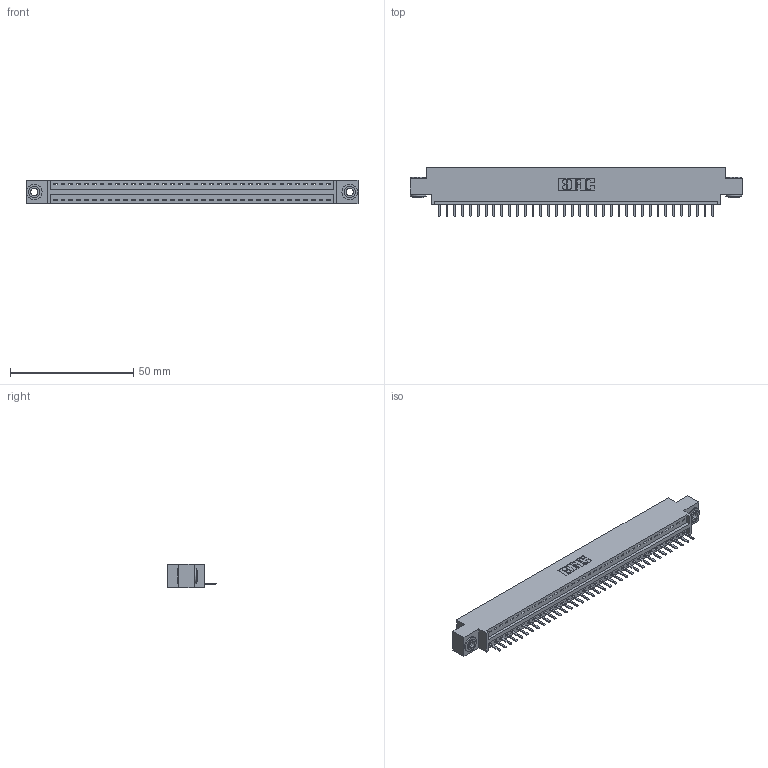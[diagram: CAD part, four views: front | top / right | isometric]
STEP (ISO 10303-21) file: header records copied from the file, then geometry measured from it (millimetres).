
FILE_DESCRIPTION (( 'STEP AP203' ), '1' );
FILE_NAME ('346-036-520-603.STEP', '2022-05-07T00:20:06', ( '' ), ( '' ), 'SwSTEP 2.0', 'SolidWorks 2020', '' );
FILE_SCHEMA (( 'CONFIG_CONTROL_DESIGN' ));
Length unit declared in the file: inch
Products named in the file (4): 345-292-001_345-293-120; 345-250-002_345-250-002-102; 346 Part_0.170 Offset - 0.156 Dia-TH; 346-036-520-603
Assembly tree (39 placements, depth 2):
  346-036-520-603
    346 Part_0.170 Offset - 0.156 Dia-TH
    345-292-001_345-293-120  x36
    345-250-002_345-250-002-102  x2
Bounding box: 134.87 x 20.02 x 9.4 mm (x, y, z)
Volume: 12612.2 mm3; surface area: 15765 mm2
Topology: 39 solids, 39 shells, 2410 faces, 7077 edges, 4618 vertices
Faces by surface type: plane 1616, cylinder 786, cone 8
Entity records: 24462 total; most frequent: CARTESIAN_POINT 4189, ORIENTED_EDGE 4138, DIRECTION 3719, EDGE_CURVE 2069, LINE 1765, VECTOR 1765, VERTEX_POINT 1374, AXIS2_PLACEMENT_3D 977
